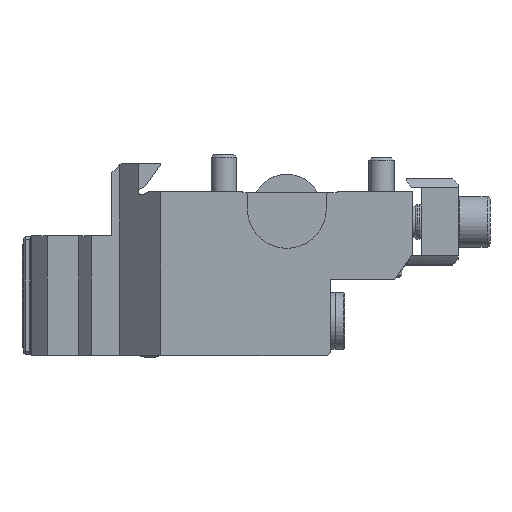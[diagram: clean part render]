
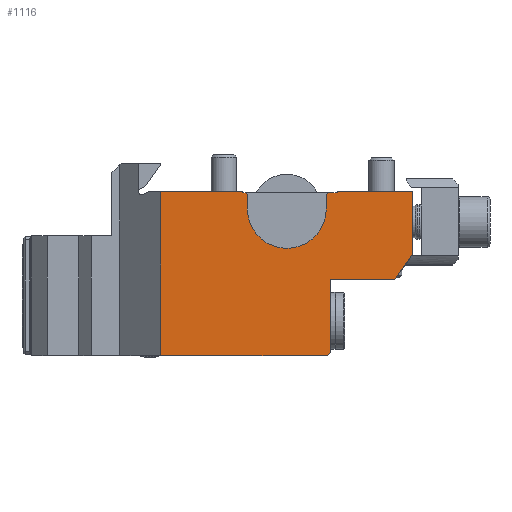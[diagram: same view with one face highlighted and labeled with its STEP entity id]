
A CAD part, front view. The second image highlights one B-rep face of the part: STEP entity #1116.
In plain terms, the highlighted planar face has unit normal (0, -1, 0).
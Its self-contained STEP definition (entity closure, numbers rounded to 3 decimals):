
#330=LINE('',#5957,#643);
#333=LINE('',#5963,#646);
#336=LINE('',#5971,#649);
#338=LINE('',#5975,#651);
#340=LINE('',#5979,#653);
#341=LINE('',#5981,#654);
#346=LINE('',#5990,#659);
#349=LINE('',#5996,#662);
#352=LINE('',#6002,#665);
#358=LINE('',#6012,#671);
#360=LINE('',#6016,#673);
#363=LINE('',#6022,#676);
#366=LINE('',#6028,#679);
#383=LINE('',#6066,#696);
#391=LINE('',#6085,#704);
#393=LINE('',#6089,#706);
#394=LINE('',#6091,#707);
#643=VECTOR('',#4730,1.);
#646=VECTOR('',#4735,1.);
#649=VECTOR('',#4744,1.);
#651=VECTOR('',#4748,1.);
#653=VECTOR('',#4752,1.);
#654=VECTOR('',#4753,1.);
#659=VECTOR('',#4760,1.);
#662=VECTOR('',#4765,1.);
#665=VECTOR('',#4770,1.);
#671=VECTOR('',#4778,1.);
#673=VECTOR('',#4782,1.);
#676=VECTOR('',#4787,1.);
#679=VECTOR('',#4792,1.);
#696=VECTOR('',#4827,1.);
#704=VECTOR('',#4847,1.);
#706=VECTOR('',#4851,1.);
#707=VECTOR('',#4852,1.);
#1116=ADVANCED_FACE('',(#1388),#1255,.F.);
#1255=PLANE('',#3870);
#1388=FACE_OUTER_BOUND('',#1664,.T.);
#1664=EDGE_LOOP('',(#2562,#2563,#2564,#2565,#2566,#2567,#2568,#2569,#2570,
#2571,#2572,#2573,#2574,#2575,#2576,#2577,#2578,#2579));
#2562=ORIENTED_EDGE('',*,*,#3394,.T.);
#2563=ORIENTED_EDGE('',*,*,#3395,.T.);
#2564=ORIENTED_EDGE('',*,*,#3383,.T.);
#2565=ORIENTED_EDGE('',*,*,#3363,.T.);
#2566=ORIENTED_EDGE('',*,*,#3360,.T.);
#2567=ORIENTED_EDGE('',*,*,#3357,.T.);
#2568=ORIENTED_EDGE('',*,*,#3355,.T.);
#2569=ORIENTED_EDGE('',*,*,#3349,.T.);
#2570=ORIENTED_EDGE('',*,*,#3346,.T.);
#2571=ORIENTED_EDGE('',*,*,#3343,.T.);
#2572=ORIENTED_EDGE('',*,*,#3338,.T.);
#2573=ORIENTED_EDGE('',*,*,#3335,.T.);
#2574=ORIENTED_EDGE('',*,*,#3333,.T.);
#2575=ORIENTED_EDGE('',*,*,#3331,.T.);
#2576=ORIENTED_EDGE('',*,*,#3329,.T.);
#2577=ORIENTED_EDGE('',*,*,#3326,.T.);
#2578=ORIENTED_EDGE('',*,*,#3337,.T.);
#2579=ORIENTED_EDGE('',*,*,#3392,.T.);
#2892=VERTEX_POINT('',#5958);
#2893=VERTEX_POINT('',#5959);
#2894=VERTEX_POINT('',#5964);
#2895=VERTEX_POINT('',#5968);
#2896=VERTEX_POINT('',#5972);
#2897=VERTEX_POINT('',#5976);
#2898=VERTEX_POINT('',#5980);
#2899=VERTEX_POINT('',#5982);
#2902=VERTEX_POINT('',#5991);
#2904=VERTEX_POINT('',#5997);
#2906=VERTEX_POINT('',#6003);
#2909=VERTEX_POINT('',#6013);
#2910=VERTEX_POINT('',#6017);
#2912=VERTEX_POINT('',#6023);
#2914=VERTEX_POINT('',#6029);
#2924=VERTEX_POINT('',#6062);
#2931=VERTEX_POINT('',#6086);
#2932=VERTEX_POINT('',#6090);
#3326=EDGE_CURVE('',#2892,#2893,#330,.T.);
#3329=EDGE_CURVE('',#2894,#2892,#333,.T.);
#3331=EDGE_CURVE('',#2895,#2894,#3504,.T.);
#3333=EDGE_CURVE('',#2896,#2895,#336,.T.);
#3335=EDGE_CURVE('',#2897,#2896,#338,.T.);
#3337=EDGE_CURVE('',#2893,#2898,#340,.T.);
#3338=EDGE_CURVE('',#2899,#2897,#341,.T.);
#3343=EDGE_CURVE('',#2902,#2899,#346,.T.);
#3346=EDGE_CURVE('',#2904,#2902,#349,.T.);
#3349=EDGE_CURVE('',#2906,#2904,#352,.T.);
#3355=EDGE_CURVE('',#2909,#2906,#358,.T.);
#3357=EDGE_CURVE('',#2910,#2909,#360,.T.);
#3360=EDGE_CURVE('',#2912,#2910,#363,.T.);
#3363=EDGE_CURVE('',#2914,#2912,#366,.T.);
#3383=EDGE_CURVE('',#2924,#2914,#383,.T.);
#3392=EDGE_CURVE('',#2898,#2931,#391,.T.);
#3394=EDGE_CURVE('',#2931,#2932,#393,.T.);
#3395=EDGE_CURVE('',#2932,#2924,#394,.T.);
#3504=CIRCLE('',#3843,12.5);
#3843=AXIS2_PLACEMENT_3D('',#5967,#4739,#4740);
#3870=AXIS2_PLACEMENT_3D('',#6092,#4853,#4854);
#4730=DIRECTION('',(-0.707,0.,0.707));
#4735=DIRECTION('',(0.,0.,1.));
#4739=DIRECTION('',(0.,1.,0.));
#4740=DIRECTION('',(1.,0.,0.));
#4744=DIRECTION('',(0.,0.,-1.));
#4748=DIRECTION('',(-0.707,0.,-0.707));
#4752=DIRECTION('',(-1.,0.,0.));
#4753=DIRECTION('',(-1.,0.,0.));
#4760=DIRECTION('',(0.,0.,-1.));
#4765=DIRECTION('',(-1.,0.,0.));
#4770=DIRECTION('',(0.,0.,1.));
#4778=DIRECTION('',(0.574,0.,0.819));
#4782=DIRECTION('',(1.,0.,0.));
#4787=DIRECTION('',(0.,0.,1.));
#4792=DIRECTION('',(0.707,0.,0.707));
#4827=DIRECTION('',(1.,0.,0.));
#4847=DIRECTION('',(0.,0.,1.));
#4851=DIRECTION('',(-1.,0.,0.));
#4852=DIRECTION('',(0.,0.,-1.));
#4853=DIRECTION('',(0.,1.,0.));
#4854=DIRECTION('',(0.,0.,-1.));
#5957=CARTESIAN_POINT('',(33.5,-42.,-1.));
#5958=CARTESIAN_POINT('',(33.5,-42.,-1.));
#5959=CARTESIAN_POINT('',(32.8,-42.,-0.3));
#5963=CARTESIAN_POINT('',(33.5,-42.,-5.5));
#5964=CARTESIAN_POINT('',(33.5,-42.,-5.5));
#5967=CARTESIAN_POINT('',(46.,-42.,-5.5));
#5968=CARTESIAN_POINT('',(58.5,-42.,-5.5));
#5971=CARTESIAN_POINT('',(58.5,-42.,-1.004));
#5972=CARTESIAN_POINT('',(58.5,-42.,-1.004));
#5975=CARTESIAN_POINT('',(59.504,-42.,0.));
#5976=CARTESIAN_POINT('',(59.204,-42.,-0.3));
#5979=CARTESIAN_POINT('',(32.,-42.,-0.3));
#5980=CARTESIAN_POINT('',(32.,-42.,-0.3));
#5981=CARTESIAN_POINT('',(32.,-42.,-0.3));
#5982=CARTESIAN_POINT('',(62.,-42.,-0.3));
#5990=CARTESIAN_POINT('',(62.,-42.,-0.3));
#5991=CARTESIAN_POINT('',(62.,-42.,0.));
#5996=CARTESIAN_POINT('',(85.8,-42.,0.));
#5997=CARTESIAN_POINT('',(85.8,-42.,0.));
#6002=CARTESIAN_POINT('',(85.8,-42.,-20.));
#6003=CARTESIAN_POINT('',(85.8,-42.,-20.));
#6012=CARTESIAN_POINT('',(80.198,-42.,-28.));
#6013=CARTESIAN_POINT('',(80.198,-42.,-28.));
#6016=CARTESIAN_POINT('',(80.198,-42.,-28.));
#6017=CARTESIAN_POINT('',(59.8,-42.,-28.));
#6022=CARTESIAN_POINT('',(59.8,-42.,-28.));
#6023=CARTESIAN_POINT('',(59.8,-42.,-51.));
#6028=CARTESIAN_POINT('',(55.4,-42.,-55.4));
#6029=CARTESIAN_POINT('',(58.8,-42.,-52.));
#6062=CARTESIAN_POINT('',(6.,-42.,-52.));
#6066=CARTESIAN_POINT('',(0.,-42.,-52.));
#6085=CARTESIAN_POINT('',(32.,-42.,0.));
#6086=CARTESIAN_POINT('',(32.,-42.,0.));
#6089=CARTESIAN_POINT('',(32.,-42.,0.));
#6090=CARTESIAN_POINT('',(6.,-42.,0.));
#6091=CARTESIAN_POINT('',(6.,-42.,99.147));
#6092=CARTESIAN_POINT('',(0.,-42.,0.));
